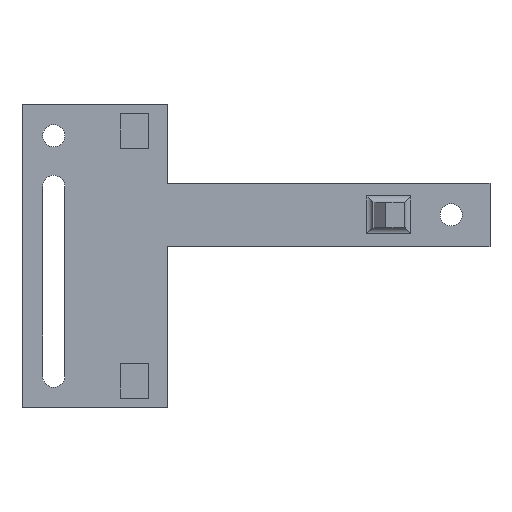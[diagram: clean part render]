
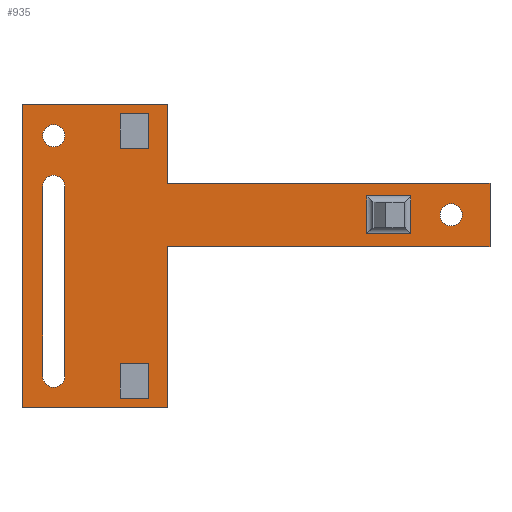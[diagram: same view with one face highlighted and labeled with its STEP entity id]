
A CAD part, top view. The second image highlights one B-rep face of the part: STEP entity #935.
In plain terms, the highlighted planar face has unit normal (0, 0, 1).
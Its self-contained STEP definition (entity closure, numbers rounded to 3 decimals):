
#22=FACE_BOUND('',#138,.T.);
#23=FACE_BOUND('',#139,.T.);
#24=FACE_BOUND('',#140,.T.);
#25=FACE_BOUND('',#141,.T.);
#26=FACE_BOUND('',#142,.T.);
#27=FACE_BOUND('',#143,.T.);
#29=CIRCLE('',#965,1.75);
#31=CIRCLE('',#969,1.75);
#32=CIRCLE('',#971,1.75);
#34=CIRCLE('',#974,1.75);
#84=FACE_OUTER_BOUND('',#137,.T.);
#137=EDGE_LOOP('',(#776,#777,#778,#779,#780,#781,#782,#783));
#138=EDGE_LOOP('',(#784,#785,#786,#787));
#139=EDGE_LOOP('',(#788));
#140=EDGE_LOOP('',(#789));
#141=EDGE_LOOP('',(#790,#791,#792,#793));
#142=EDGE_LOOP('',(#794,#795,#796,#797));
#143=EDGE_LOOP('',(#798,#799,#800,#801));
#158=LINE('',#1279,#273);
#162=LINE('',#1291,#277);
#166=LINE('',#1311,#281);
#171=LINE('',#1322,#286);
#182=LINE('',#1345,#297);
#192=LINE('',#1367,#307);
#201=LINE('',#1385,#316);
#206=LINE('',#1394,#321);
#224=LINE('',#1434,#339);
#227=LINE('',#1440,#342);
#229=LINE('',#1445,#344);
#232=LINE('',#1451,#347);
#236=LINE('',#1457,#351);
#242=LINE('',#1470,#357);
#245=LINE('',#1481,#360);
#246=LINE('',#1484,#361);
#248=LINE('',#1489,#363);
#257=LINE('',#1505,#372);
#258=LINE('',#1507,#373);
#259=LINE('',#1508,#374);
#260=LINE('',#1510,#375);
#261=LINE('',#1511,#376);
#273=VECTOR('',#1032,10.);
#277=VECTOR('',#1044,10.);
#281=VECTOR('',#1068,10.);
#286=VECTOR('',#1075,10.);
#297=VECTOR('',#1090,10.);
#307=VECTOR('',#1104,10.);
#316=VECTOR('',#1115,10.);
#321=VECTOR('',#1122,10.);
#339=VECTOR('',#1162,10.);
#342=VECTOR('',#1167,10.);
#344=VECTOR('',#1171,10.);
#347=VECTOR('',#1176,10.);
#351=VECTOR('',#1184,10.);
#357=VECTOR('',#1198,10.);
#360=VECTOR('',#1209,10.);
#361=VECTOR('',#1212,10.);
#363=VECTOR('',#1218,10.);
#372=VECTOR('',#1233,10.);
#373=VECTOR('',#1234,10.);
#374=VECTOR('',#1235,10.);
#375=VECTOR('',#1236,10.);
#376=VECTOR('',#1237,10.);
#388=VERTEX_POINT('',#1276);
#389=VERTEX_POINT('',#1278);
#391=VERTEX_POINT('',#1284);
#393=VERTEX_POINT('',#1290);
#394=VERTEX_POINT('',#1297);
#396=VERTEX_POINT('',#1303);
#398=VERTEX_POINT('',#1309);
#399=VERTEX_POINT('',#1310);
#403=VERTEX_POINT('',#1319);
#404=VERTEX_POINT('',#1321);
#413=VERTEX_POINT('',#1342);
#414=VERTEX_POINT('',#1344);
#423=VERTEX_POINT('',#1364);
#424=VERTEX_POINT('',#1366);
#432=VERTEX_POINT('',#1384);
#435=VERTEX_POINT('',#1392);
#446=VERTEX_POINT('',#1432);
#448=VERTEX_POINT('',#1438);
#450=VERTEX_POINT('',#1444);
#452=VERTEX_POINT('',#1450);
#454=VERTEX_POINT('',#1468);
#455=VERTEX_POINT('',#1469);
#459=VERTEX_POINT('',#1479);
#460=VERTEX_POINT('',#1483);
#466=VERTEX_POINT('',#1506);
#467=VERTEX_POINT('',#1509);
#472=EDGE_CURVE('',#389,#388,#158,.T.);
#475=EDGE_CURVE('',#391,#389,#29,.T.);
#478=EDGE_CURVE('',#393,#391,#162,.T.);
#481=EDGE_CURVE('',#388,#393,#31,.T.);
#482=EDGE_CURVE('',#394,#394,#32,.T.);
#485=EDGE_CURVE('',#396,#396,#34,.T.);
#488=EDGE_CURVE('',#398,#399,#166,.T.);
#493=EDGE_CURVE('',#403,#404,#171,.T.);
#504=EDGE_CURVE('',#414,#413,#182,.T.);
#514=EDGE_CURVE('',#423,#424,#192,.T.);
#523=EDGE_CURVE('',#414,#432,#201,.T.);
#528=EDGE_CURVE('',#423,#435,#206,.T.);
#548=EDGE_CURVE('',#403,#446,#224,.T.);
#551=EDGE_CURVE('',#446,#448,#227,.T.);
#553=EDGE_CURVE('',#450,#404,#229,.T.);
#556=EDGE_CURVE('',#452,#450,#232,.T.);
#560=EDGE_CURVE('',#398,#452,#236,.T.);
#566=EDGE_CURVE('',#454,#455,#242,.T.);
#572=EDGE_CURVE('',#459,#454,#245,.T.);
#573=EDGE_CURVE('',#460,#459,#246,.T.);
#576=EDGE_CURVE('',#455,#460,#248,.T.);
#585=EDGE_CURVE('',#448,#399,#257,.T.);
#586=EDGE_CURVE('',#435,#466,#258,.T.);
#587=EDGE_CURVE('',#466,#424,#259,.T.);
#588=EDGE_CURVE('',#413,#467,#260,.T.);
#589=EDGE_CURVE('',#467,#432,#261,.T.);
#776=ORIENTED_EDGE('',*,*,#551,.T.);
#777=ORIENTED_EDGE('',*,*,#585,.T.);
#778=ORIENTED_EDGE('',*,*,#488,.F.);
#779=ORIENTED_EDGE('',*,*,#560,.T.);
#780=ORIENTED_EDGE('',*,*,#556,.T.);
#781=ORIENTED_EDGE('',*,*,#553,.T.);
#782=ORIENTED_EDGE('',*,*,#493,.F.);
#783=ORIENTED_EDGE('',*,*,#548,.T.);
#784=ORIENTED_EDGE('',*,*,#472,.T.);
#785=ORIENTED_EDGE('',*,*,#481,.T.);
#786=ORIENTED_EDGE('',*,*,#478,.T.);
#787=ORIENTED_EDGE('',*,*,#475,.T.);
#788=ORIENTED_EDGE('',*,*,#482,.T.);
#789=ORIENTED_EDGE('',*,*,#485,.T.);
#790=ORIENTED_EDGE('',*,*,#528,.T.);
#791=ORIENTED_EDGE('',*,*,#586,.T.);
#792=ORIENTED_EDGE('',*,*,#587,.T.);
#793=ORIENTED_EDGE('',*,*,#514,.F.);
#794=ORIENTED_EDGE('',*,*,#523,.F.);
#795=ORIENTED_EDGE('',*,*,#504,.T.);
#796=ORIENTED_EDGE('',*,*,#588,.T.);
#797=ORIENTED_EDGE('',*,*,#589,.T.);
#798=ORIENTED_EDGE('',*,*,#566,.F.);
#799=ORIENTED_EDGE('',*,*,#572,.F.);
#800=ORIENTED_EDGE('',*,*,#573,.F.);
#801=ORIENTED_EDGE('',*,*,#576,.F.);
#885=PLANE('',#1013);
#935=ADVANCED_FACE('',(#84,#22,#23,#24,#25,#26,#27),#885,.F.);
#965=AXIS2_PLACEMENT_3D('',#1285,#1038,#1039);
#969=AXIS2_PLACEMENT_3D('',#1295,#1050,#1051);
#971=AXIS2_PLACEMENT_3D('',#1298,#1054,#1055);
#974=AXIS2_PLACEMENT_3D('',#1304,#1061,#1062);
#1013=AXIS2_PLACEMENT_3D('',#1504,#1231,#1232);
#1032=DIRECTION('',(0.,-1.,0.));
#1038=DIRECTION('center_axis',(0.,0.,-1.));
#1039=DIRECTION('ref_axis',(1.,0.,0.));
#1044=DIRECTION('',(0.,1.,0.));
#1050=DIRECTION('center_axis',(0.,0.,-1.));
#1051=DIRECTION('ref_axis',(-1.,0.,0.));
#1054=DIRECTION('center_axis',(0.,0.,-1.));
#1055=DIRECTION('ref_axis',(-1.,0.,0.));
#1061=DIRECTION('center_axis',(0.,0.,-1.));
#1062=DIRECTION('ref_axis',(-1.,0.,0.));
#1068=DIRECTION('',(0.,1.,0.));
#1075=DIRECTION('',(0.,-1.,0.));
#1090=DIRECTION('',(0.,-1.,0.));
#1104=DIRECTION('',(1.,0.,0.));
#1115=DIRECTION('',(-1.,0.,0.));
#1122=DIRECTION('',(0.,1.,0.));
#1162=DIRECTION('',(-1.,0.,0.));
#1167=DIRECTION('',(0.,1.,0.));
#1171=DIRECTION('',(1.,0.,0.));
#1176=DIRECTION('',(0.,1.,0.));
#1184=DIRECTION('',(1.,0.,0.));
#1198=DIRECTION('',(-1.,0.,0.));
#1209=DIRECTION('',(0.,1.,0.));
#1212=DIRECTION('',(1.,0.,0.));
#1218=DIRECTION('',(0.,-1.,0.));
#1231=DIRECTION('center_axis',(0.,0.,-1.));
#1232=DIRECTION('ref_axis',(1.,0.,0.));
#1233=DIRECTION('',(-1.,0.,0.));
#1234=DIRECTION('',(1.,0.,0.));
#1235=DIRECTION('',(0.,-1.,0.));
#1236=DIRECTION('',(-1.,0.,0.));
#1237=DIRECTION('',(0.,1.,0.));
#1276=CARTESIAN_POINT('',(-30.25,-19.,-2.));
#1278=CARTESIAN_POINT('',(-30.25,11.,-2.));
#1279=CARTESIAN_POINT('',(-30.25,5.5,-2.));
#1284=CARTESIAN_POINT('',(-33.75,11.,-2.));
#1285=CARTESIAN_POINT('Origin',(-32.,11.,-2.));
#1290=CARTESIAN_POINT('',(-33.75,-19.,-2.));
#1291=CARTESIAN_POINT('',(-33.75,-9.5,-2.));
#1295=CARTESIAN_POINT('Origin',(-32.,-19.,-2.));
#1297=CARTESIAN_POINT('',(-30.25,19.,-2.));
#1298=CARTESIAN_POINT('Origin',(-32.,19.,-2.));
#1303=CARTESIAN_POINT('',(32.612,6.5,-2.));
#1304=CARTESIAN_POINT('Origin',(30.862,6.5,-2.));
#1309=CARTESIAN_POINT('',(-37.,-24.,-2.));
#1310=CARTESIAN_POINT('',(-37.,24.,-2.));
#1311=CARTESIAN_POINT('',(-37.,24.,-2.));
#1319=CARTESIAN_POINT('',(37.,11.5,-2.));
#1321=CARTESIAN_POINT('',(37.,1.5,-2.));
#1322=CARTESIAN_POINT('',(37.,-24.,-2.));
#1342=CARTESIAN_POINT('',(-17.,-22.5,-2.));
#1344=CARTESIAN_POINT('',(-17.,-17.,-2.));
#1345=CARTESIAN_POINT('',(-17.,20.5,-2.));
#1364=CARTESIAN_POINT('',(-21.5,17.,-2.));
#1366=CARTESIAN_POINT('',(-17.,17.,-2.));
#1367=CARTESIAN_POINT('',(-20.375,17.,-2.));
#1384=CARTESIAN_POINT('',(-21.5,-17.,-2.));
#1385=CARTESIAN_POINT('',(-18.125,-17.,-2.));
#1392=CARTESIAN_POINT('',(-21.5,22.5,-2.));
#1394=CARTESIAN_POINT('',(-21.5,-22.5,-2.));
#1432=CARTESIAN_POINT('',(-14.,11.5,-2.));
#1434=CARTESIAN_POINT('',(13.5,11.5,-2.));
#1438=CARTESIAN_POINT('',(-14.,24.,-2.));
#1440=CARTESIAN_POINT('',(-14.,5.75,-2.));
#1444=CARTESIAN_POINT('',(-14.,1.5,-2.));
#1445=CARTESIAN_POINT('',(27.,1.5,-2.));
#1450=CARTESIAN_POINT('',(-14.,-24.,-2.));
#1451=CARTESIAN_POINT('',(-14.,-12.,-2.));
#1457=CARTESIAN_POINT('',(-27.,-24.,-2.));
#1468=CARTESIAN_POINT('',(24.5,9.5,-2.));
#1469=CARTESIAN_POINT('',(17.5,9.5,-2.));
#1470=CARTESIAN_POINT('',(11.75,9.5,-2.));
#1479=CARTESIAN_POINT('',(24.5,3.5,-2.));
#1481=CARTESIAN_POINT('',(24.5,2.25,-2.));
#1483=CARTESIAN_POINT('',(17.5,3.5,-2.));
#1484=CARTESIAN_POINT('',(9.25,3.5,-2.));
#1489=CARTESIAN_POINT('',(17.5,4.25,-2.));
#1504=CARTESIAN_POINT('Origin',(0.,0.,-2.));
#1505=CARTESIAN_POINT('',(-27.,24.,-2.));
#1506=CARTESIAN_POINT('',(-17.,22.5,-2.));
#1507=CARTESIAN_POINT('',(-21.5,22.5,-2.));
#1508=CARTESIAN_POINT('',(-17.,20.5,-2.));
#1509=CARTESIAN_POINT('',(-21.5,-22.5,-2.));
#1510=CARTESIAN_POINT('',(-17.,-22.5,-2.));
#1511=CARTESIAN_POINT('',(-21.5,-22.5,-2.));
